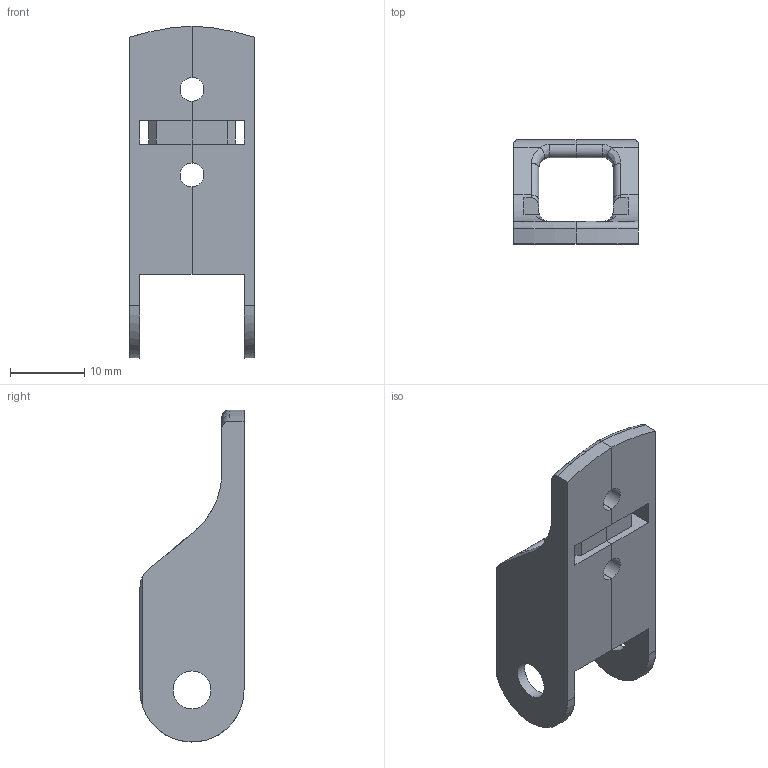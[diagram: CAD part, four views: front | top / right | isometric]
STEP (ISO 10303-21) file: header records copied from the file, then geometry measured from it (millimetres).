
FILE_DESCRIPTION(/* description */ (''),/* implementation_level */ '2;1');
FILE_NAME(/* name */ '10x11 Chain Bottom Anchor.step',/* time_stamp */ '2019-11-27T19:48:22-05:00',/* author */ (''),/* organization */ (''),/* preprocessor_version */ 'ST-DEVELOPER v18',/* originating_system */ 'Autodesk Translation Framework v8.12.0.6',/* authorisation */ '');
FILE_SCHEMA (('AUTOMOTIVE_DESIGN { 1 0 10303 214 3 1 1 }'));
Length unit declared in the file: millimetre
Products named in the file (1): 10x11 Chain Bottom Anchor
Bounding box: 16.8 x 14 x 44.63 mm (x, y, z)
Volume: 3170.4 mm3; surface area: 3195 mm2
Topology: 2 solids, 2 shells, 88 faces, 250 edges, 160 vertices
Faces by surface type: plane 46, cylinder 28, torus 8, bspline 6
Full cylindrical faces by diameter (mm): 5.1 x2
Entity records: 3687 total; most frequent: CARTESIAN_POINT 1387, ORIENTED_EDGE 496, DIRECTION 444, EDGE_CURVE 248, VERTEX_POINT 160, LINE 150, VECTOR 150, AXIS2_PLACEMENT_3D 147
